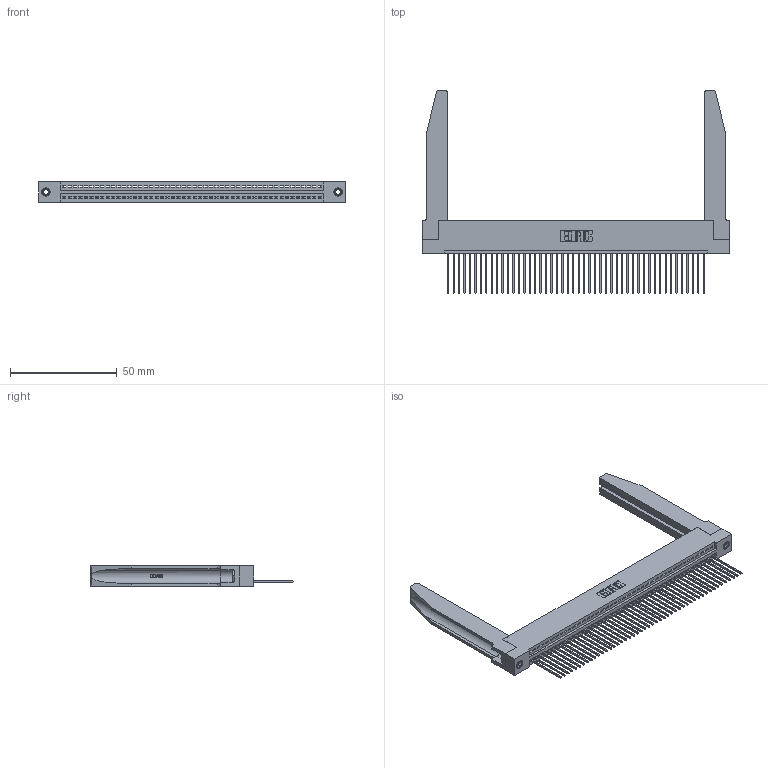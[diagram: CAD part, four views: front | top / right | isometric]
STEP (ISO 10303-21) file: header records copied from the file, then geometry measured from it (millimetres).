
FILE_DESCRIPTION (( 'STEP AP203' ), '1' );
FILE_NAME ('395-048-541-178.STEP', '2019-10-23T01:53:43', ( '' ), ( '' ), 'SwSTEP 2.0', 'SolidWorks 2016', '' );
FILE_SCHEMA (( 'CONFIG_CONTROL_DESIGN' ));
Length unit declared in the file: inch
Products named in the file (5): 345-250-001_345-250-001-102; 345 Part_Flush Mounting Lugs - 0.156 Dia-TH; 345-220-078_345-220-078; 345-292-001_345-293-141; 395-048-541-178
Assembly tree (53 placements, depth 2):
  395-048-541-178
    345 Part_Flush Mounting Lugs - 0.156 Dia-TH
    345-292-001_345-293-141  x48
    345-250-001_345-250-001-102  x2
    345-220-078_345-220-078  x2
Bounding box: 143.15 x 94.92 x 9.4 mm (x, y, z)
Volume: 21575 mm3; surface area: 26204 mm2
Topology: 53 solids, 53 shells, 3144 faces, 9397 edges, 6190 vertices
Faces by surface type: plane 2142, cylinder 950, bspline 36, cone 12, torus 4
Entity records: 40076 total; most frequent: CARTESIAN_POINT 7839, ORIENTED_EDGE 6718, DIRECTION 5845, EDGE_CURVE 3359, VECTOR 2941, LINE 2941, VERTEX_POINT 2232, AXIS2_PLACEMENT_3D 1452
